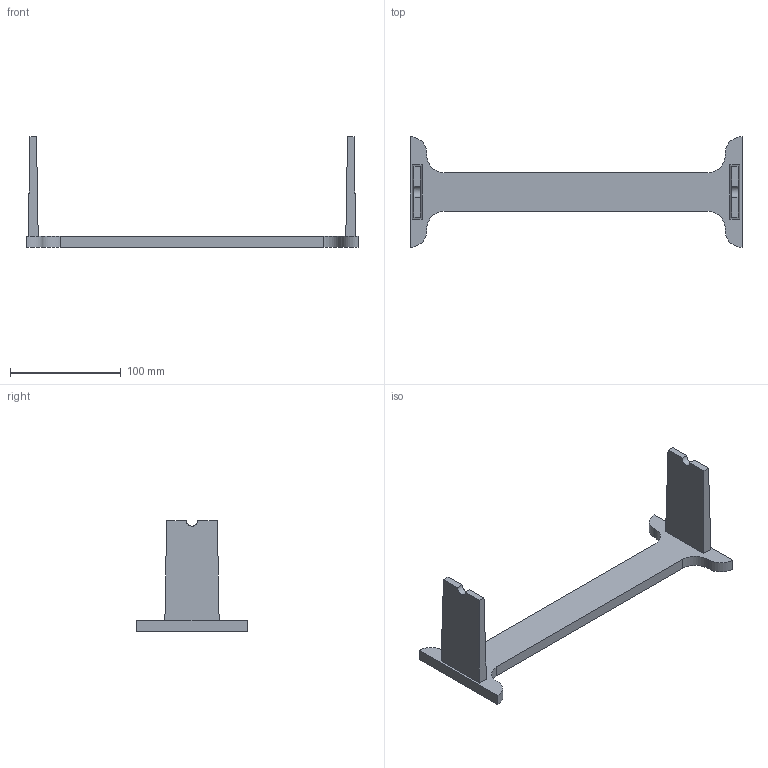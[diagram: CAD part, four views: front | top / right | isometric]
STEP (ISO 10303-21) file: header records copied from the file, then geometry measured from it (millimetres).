
FILE_DESCRIPTION(/* description */ (''),/* implementation_level */ '2;1');
FILE_NAME(/* name */ 'shelf.stp',/* time_stamp */ '2015-11-04T15:00:27+08:00',/* author */ (''),/* organization */ (''),/* preprocessor_version */ 'ST-DEVELOPER v14',/* originating_system */ 'SIEMENS PLM Software NX 8.0',/* authorisation */ '');
FILE_SCHEMA (('AUTOMOTIVE_DESIGN { 1 0 10303 214 3 1 1 1 }'));
Length unit declared in the file: millimetre
Products named in the file (1): shelf
Bounding box: 300 x 100 x 100 mm (x, y, z)
Volume: 187996.2 mm3; surface area: 54829.7 mm2
Topology: 3 solids, 3 shells, 30 faces, 72 edges, 48 vertices
Faces by surface type: plane 20, cylinder 10
Entity records: 910 total; most frequent: DIRECTION 154, CARTESIAN_POINT 151, ORIENTED_EDGE 144, EDGE_CURVE 72, LINE 52, VECTOR 52, AXIS2_PLACEMENT_3D 51, VERTEX_POINT 48
